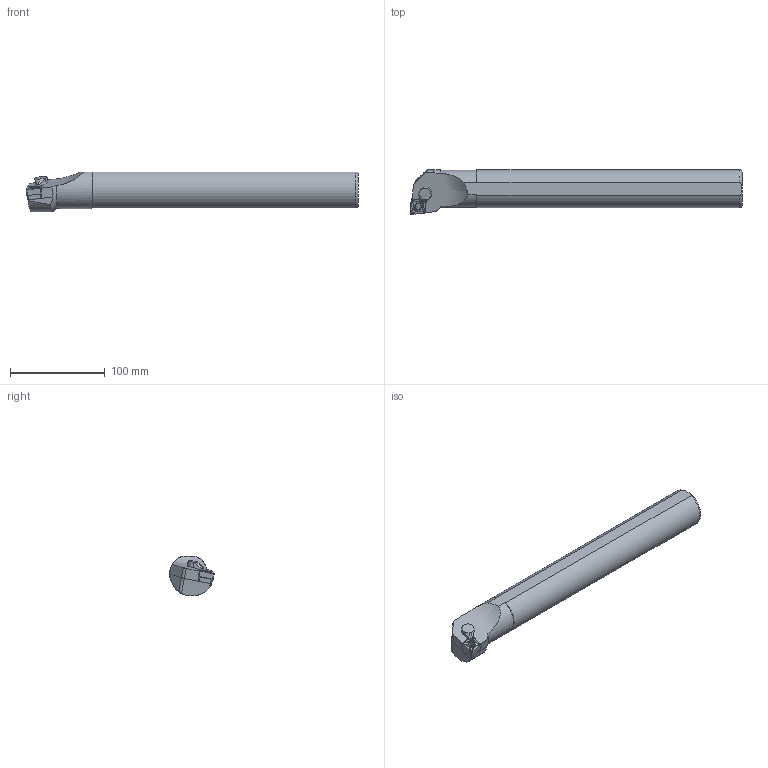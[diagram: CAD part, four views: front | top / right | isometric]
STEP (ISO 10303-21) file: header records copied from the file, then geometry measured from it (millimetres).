
FILE_DESCRIPTION(/* description */ (''),/* implementation_level */ '2;1');
FILE_NAME(/* name */ 'S40U-PCLNR-16C.stp',/* time_stamp */ '2023-10-20T20:33:01+03:00',/* author */ (''),/* organization */ (''),/* preprocessor_version */ 'ST-DEVELOPER v19.4',/* originating_system */ 'SIEMENS PLM Software NX2306.3001',/* authorisation */ '');
FILE_SCHEMA (('AUTOMOTIVE_DESIGN { 1 0 10303 214 3 1 1 1 }'));
Length unit declared in the file: millimetre
Products named in the file (1): S40U-PCLNR-16C
Bounding box: 350 x 47 x 42.1 mm (x, y, z)
Volume: 415859.2 mm3; surface area: 46847.5 mm2
Topology: 2 solids, 2 shells, 120 faces, 311 edges, 204 vertices
Faces by surface type: plane 70, cone 26, cylinder 21, torus 2, bspline 1
Full cylindrical faces by diameter (mm): 6.35 x1
Entity records: 4516 total; most frequent: CARTESIAN_POINT 1077, ORIENTED_EDGE 610, DIRECTION 596, EDGE_CURVE 305, AXIS2_PLACEMENT_3D 209, VERTEX_POINT 203, LINE 178, VECTOR 178
